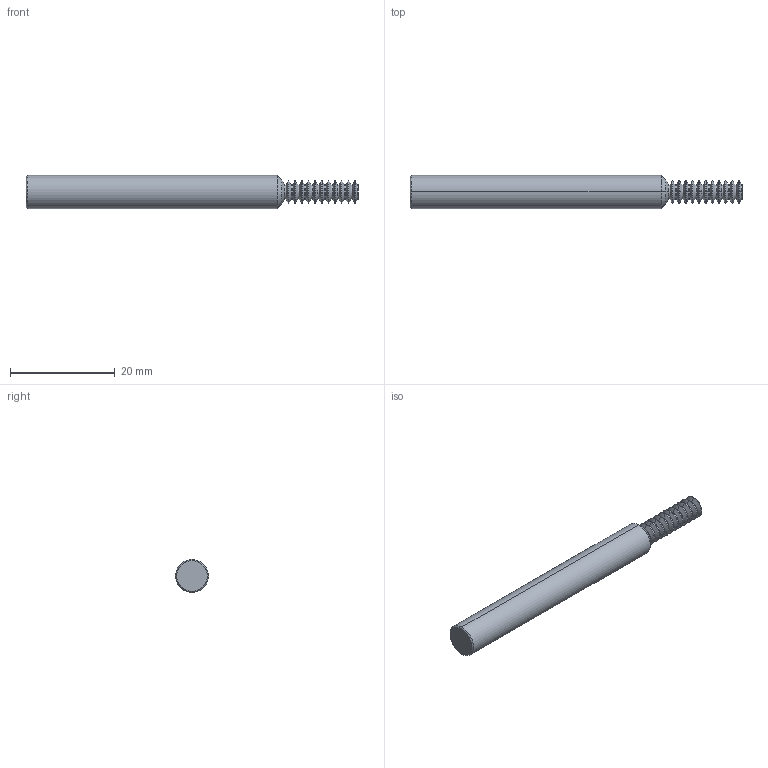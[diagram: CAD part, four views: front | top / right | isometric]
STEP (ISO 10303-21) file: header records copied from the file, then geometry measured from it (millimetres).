
FILE_DESCRIPTION (( 'STEP AP203' ), '1' );
FILE_NAME ('TM170-20.STEP', '2021-09-09T17:33:50', ( '' ), ( '' ), 'SwSTEP 2.0', 'SolidWorks 2020', '' );
FILE_SCHEMA (( 'CONFIG_CONTROL_DESIGN' ));
Length unit declared in the file: inch
Products named in the file (1): TM170-20
Bounding box: 63.5 x 6.34 x 6.34 mm (x, y, z)
Volume: 1678.5 mm3; surface area: 1284.4 mm2
Topology: 1 solids, 1 shells, 100 faces, 198 edges, 100 vertices
Faces by surface type: cone 50, cylinder 48, plane 2
Entity records: 2573 total; most frequent: DIRECTION 500, CARTESIAN_POINT 399, ORIENTED_EDGE 396, AXIS2_PLACEMENT_3D 201, EDGE_CURVE 198, VERTEX_POINT 100, ADVANCED_FACE 100, FACE_OUTER_BOUND 100
